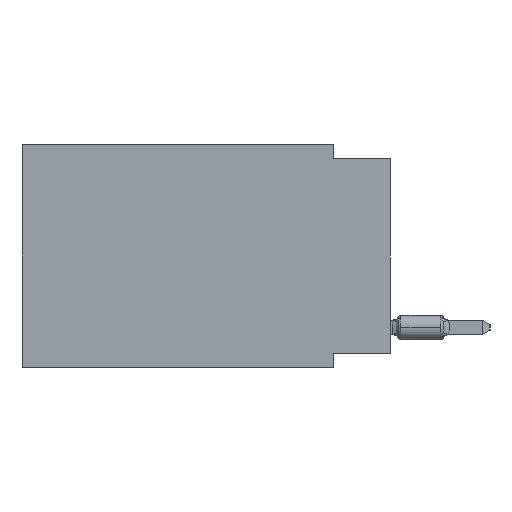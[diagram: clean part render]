
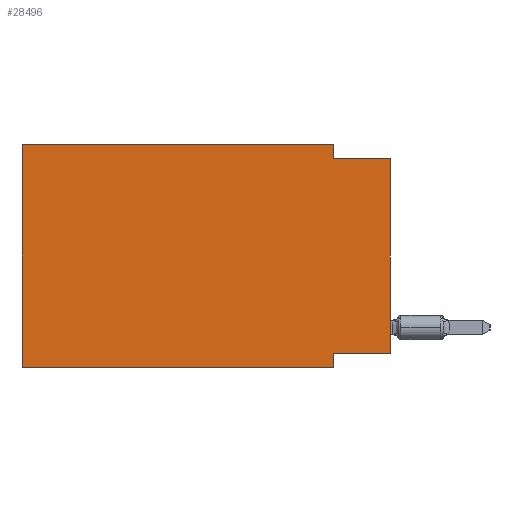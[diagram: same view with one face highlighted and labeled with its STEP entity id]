
A CAD part, left-side view. The second image highlights one B-rep face of the part: STEP entity #28496.
In plain terms, the highlighted planar face has unit normal (-1, 0, 0).
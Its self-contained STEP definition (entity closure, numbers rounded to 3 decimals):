
#374 = CARTESIAN_POINT ( 'NONE',  ( 0., 2.54, -9.271 ) ) ;
#2314 = DIRECTION ( 'NONE',  ( 0., -1., 0. ) ) ;
#3305 = VECTOR ( 'NONE', #35620, 1000. ) ;
#3639 = CARTESIAN_POINT ( 'NONE',  ( 0., 0., -9.271 ) ) ;
#4378 = ORIENTED_EDGE ( 'NONE', *, *, #14076, .T. ) ;
#6200 = LINE ( 'NONE', #48266, #30129 ) ;
#6202 = ORIENTED_EDGE ( 'NONE', *, *, #36322, .T. ) ;
#7489 = ORIENTED_EDGE ( 'NONE', *, *, #47119, .F. ) ;
#7702 = DIRECTION ( 'NONE',  ( 0., 0., -1. ) ) ;
#7763 = CARTESIAN_POINT ( 'NONE',  ( 0., 0., -0.635 ) ) ;
#7952 = LINE ( 'NONE', #42204, #39590 ) ;
#8216 = DIRECTION ( 'NONE',  ( 0., 0., -1. ) ) ;
#8982 = CARTESIAN_POINT ( 'NONE',  ( 0., 16.383, 0. ) ) ;
#10111 = VERTEX_POINT ( 'NONE', #27622 ) ;
#10676 = VERTEX_POINT ( 'NONE', #28160 ) ;
#11721 = EDGE_CURVE ( 'NONE', #47979, #46888, #27071, .T. ) ;
#11997 = CARTESIAN_POINT ( 'NONE',  ( 0., 16.383, 0. ) ) ;
#14076 = EDGE_CURVE ( 'NONE', #10111, #10676, #21412, .T. ) ;
#14519 = VERTEX_POINT ( 'NONE', #43627 ) ;
#16021 = CARTESIAN_POINT ( 'NONE',  ( 0., 0., -9.271 ) ) ;
#18366 = AXIS2_PLACEMENT_3D ( 'NONE', #11997, #42711, #8216 ) ;
#18872 = DIRECTION ( 'NONE',  ( 0., -1., 0. ) ) ;
#19466 = VECTOR ( 'NONE', #39681, 1000. ) ;
#19652 = VECTOR ( 'NONE', #32546, 1000. ) ;
#20937 = VERTEX_POINT ( 'NONE', #45138 ) ;
#21412 = LINE ( 'NONE', #24205, #33899 ) ;
#22626 = EDGE_CURVE ( 'NONE', #10111, #20937, #39837, .T. ) ;
#24205 = CARTESIAN_POINT ( 'NONE',  ( 0., 16.383, -9.906 ) ) ;
#25485 = CARTESIAN_POINT ( 'NONE',  ( 0., 2.54, 0. ) ) ;
#26345 = ORIENTED_EDGE ( 'NONE', *, *, #11721, .F. ) ;
#26366 = LINE ( 'NONE', #46028, #48382 ) ;
#26866 = DIRECTION ( 'NONE',  ( 0., 0., -1. ) ) ;
#27071 = LINE ( 'NONE', #16021, #3305 ) ;
#27337 = FACE_OUTER_BOUND ( 'NONE', #39026, .T. ) ;
#27397 = LINE ( 'NONE', #7763, #33180 ) ;
#27622 = CARTESIAN_POINT ( 'NONE',  ( 0., 16.383, -9.906 ) ) ;
#28160 = CARTESIAN_POINT ( 'NONE',  ( 0., 2.54, -9.906 ) ) ;
#28496 = ADVANCED_FACE ( 'NONE', ( #27337 ), #34156, .F. ) ;
#29655 = CARTESIAN_POINT ( 'NONE',  ( 0., 0., -0.635 ) ) ;
#30129 = VECTOR ( 'NONE', #39507, 1000. ) ;
#31514 = VERTEX_POINT ( 'NONE', #29655 ) ;
#31635 = EDGE_CURVE ( 'NONE', #46888, #10676, #26366, .T. ) ;
#31865 = EDGE_CURVE ( 'NONE', #20937, #43946, #42482, .T. ) ;
#32546 = DIRECTION ( 'NONE',  ( 0., 0., 1. ) ) ;
#33180 = VECTOR ( 'NONE', #18872, 1000. ) ;
#33899 = VECTOR ( 'NONE', #2314, 1000. ) ;
#34156 = PLANE ( 'NONE',  #18366 ) ;
#35620 = DIRECTION ( 'NONE',  ( 0., 1., 0. ) ) ;
#36322 = EDGE_CURVE ( 'NONE', #47979, #31514, #6200, .T. ) ;
#36806 = CARTESIAN_POINT ( 'NONE',  ( 0., 16.383, 0. ) ) ;
#37048 = ORIENTED_EDGE ( 'NONE', *, *, #31865, .F. ) ;
#37337 = ORIENTED_EDGE ( 'NONE', *, *, #31635, .F. ) ;
#38581 = ORIENTED_EDGE ( 'NONE', *, *, #47657, .F. ) ;
#39026 = EDGE_LOOP ( 'NONE', ( #6202, #7489, #38581, #37048, #41265, #4378, #37337, #26345 ) ) ;
#39507 = DIRECTION ( 'NONE',  ( 0., 0., 1. ) ) ;
#39590 = VECTOR ( 'NONE', #7702, 1000. ) ;
#39681 = DIRECTION ( 'NONE',  ( 0., -1., 0. ) ) ;
#39837 = LINE ( 'NONE', #36806, #19652 ) ;
#41265 = ORIENTED_EDGE ( 'NONE', *, *, #22626, .F. ) ;
#42204 = CARTESIAN_POINT ( 'NONE',  ( 0., 2.54, 0. ) ) ;
#42482 = LINE ( 'NONE', #8982, #19466 ) ;
#42711 = DIRECTION ( 'NONE',  ( 1., 0., 0. ) ) ;
#43627 = CARTESIAN_POINT ( 'NONE',  ( 0., 2.54, -0.635 ) ) ;
#43946 = VERTEX_POINT ( 'NONE', #25485 ) ;
#45138 = CARTESIAN_POINT ( 'NONE',  ( 0., 16.383, 0. ) ) ;
#46028 = CARTESIAN_POINT ( 'NONE',  ( 0., 2.54, -9.906 ) ) ;
#46888 = VERTEX_POINT ( 'NONE', #374 ) ;
#47119 = EDGE_CURVE ( 'NONE', #14519, #31514, #27397, .T. ) ;
#47657 = EDGE_CURVE ( 'NONE', #43946, #14519, #7952, .T. ) ;
#47979 = VERTEX_POINT ( 'NONE', #3639 ) ;
#48266 = CARTESIAN_POINT ( 'NONE',  ( 0., 0., 0. ) ) ;
#48382 = VECTOR ( 'NONE', #26866, 1000. ) ;
